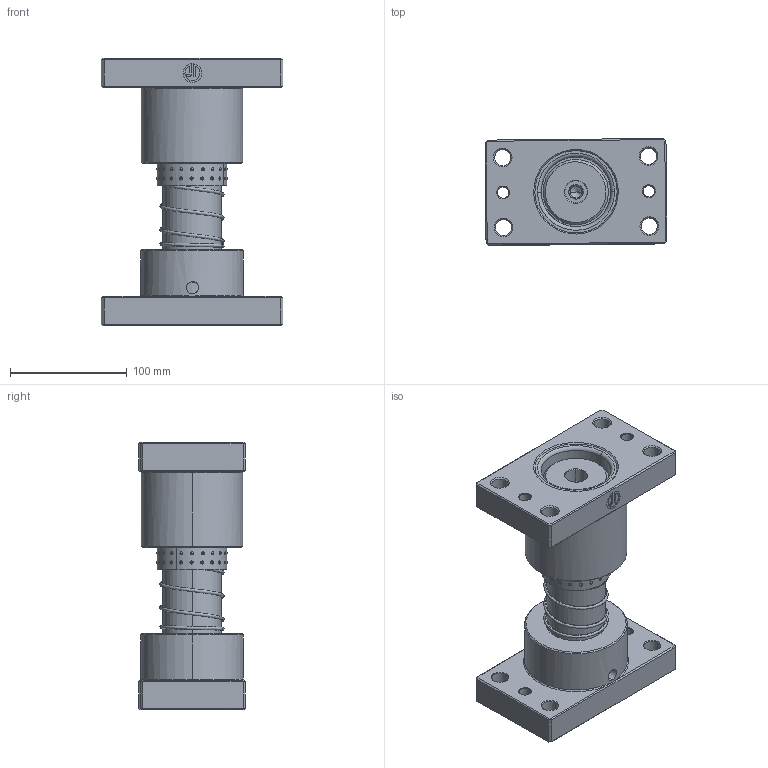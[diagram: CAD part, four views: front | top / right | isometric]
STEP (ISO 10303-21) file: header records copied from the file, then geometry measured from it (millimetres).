
FILE_DESCRIPTION (( 'STEP AP214' ), '1' );
FILE_NAME ('HJKP-D50-L170.STEP', '2021-09-24T01:07:51', ( 'User' ), ( 'china' ), 'SwSTEP 2.0', 'SolidWorks 2016', '' );
FILE_SCHEMA (( 'AUTOMOTIVE_DESIGN' ));
Length unit declared in the file: millimetre
Products named in the file (9): SABP-D50; SABP-D50傍杶; MGHP-D50; MGMK-D50-L170; HJKP-D50-L170; HYAK嘐隅結輸-PD50; HWP-D55.7-50.5-L70; BJ-59.5-50.5-L90
Assembly tree (8 placements, depth 3):
  HJKP-D50-L170
    MGMK-D50-L170
    MGHP-D50
    SABP-D50
      SABP-D50
      SABP-D50傍杶
    BJ-59.5-50.5-L90
    HWP-D55.7-50.5-L70
    HYAK嘐隅結輸-PD50
Bounding box: 155.81 x 91.44 x 228.99 mm (x, y, z)
Volume: 1392069.9 mm3; surface area: 258834.3 mm2
Topology: 7 solids, 7 shells, 1131 faces, 2360 edges, 1671 vertices
Faces by surface type: sphere 880, plane 79, cone 78, cylinder 70, torus 12, bspline 12
Entity records: 60084 total; most frequent: CARTESIAN_POINT 26116, DIRECTION 4812, ORIENTED_EDGE 4708, EDGE_CURVE 2354, AXIS2_PLACEMENT_3D 2253, VERTEX_POINT 1671, EDGE_LOOP 1601, FACE_OUTER_BOUND 1131
